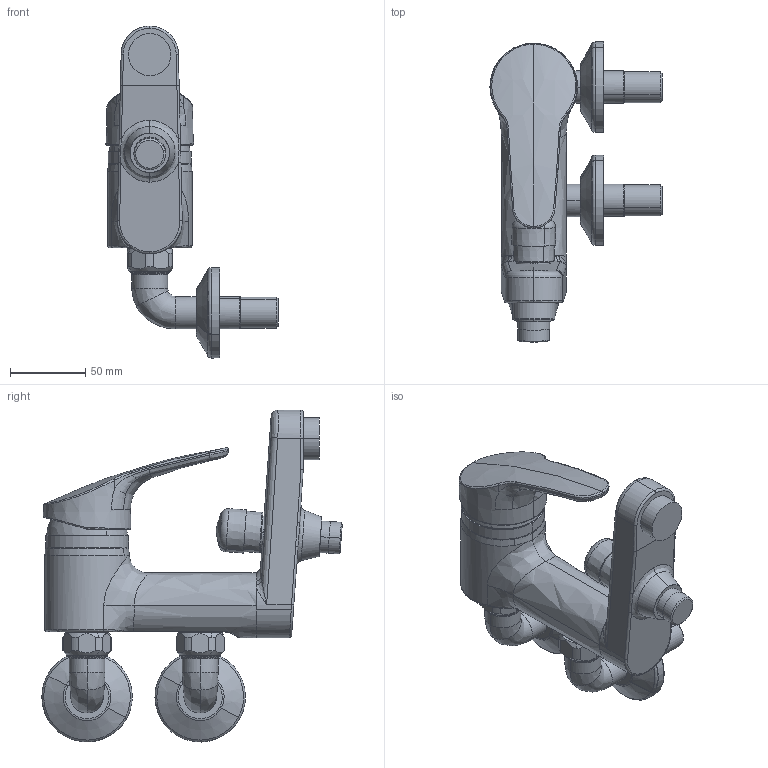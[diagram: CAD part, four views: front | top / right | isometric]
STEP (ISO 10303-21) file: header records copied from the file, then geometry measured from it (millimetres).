
FILE_DESCRIPTION (( 'STEP AP203' ), '1' );
FILE_NAME ('01772583.STEP', '2018-03-01T06:44:21', ( '' ), ( '' ), 'SwSTEP 2.0', 'SolidWorks 2016', '' );
FILE_SCHEMA (( 'CONFIG_CONTROL_DESIGN' ));
Length unit declared in the file: millimetre
Products named in the file (1): 01772583
Bounding box: 114.04 x 199.11 x 220.04 mm (x, y, z)
Volume: 650728.8 mm3; surface area: 96481.6 mm2
Topology: 1 solids, 3 shells, 322 faces, 774 edges, 473 vertices
Faces by surface type: bspline 138, cylinder 69, plane 48, cone 38, torus 25, sphere 4
Entity records: 22995 total; most frequent: CARTESIAN_POINT 16601, ORIENTED_EDGE 1540, DIRECTION 936, EDGE_CURVE 770, VERTEX_POINT 473, B_SPLINE_CURVE_WITH_KNOTS 416, AXIS2_PLACEMENT_3D 408, EDGE_LOOP 341
